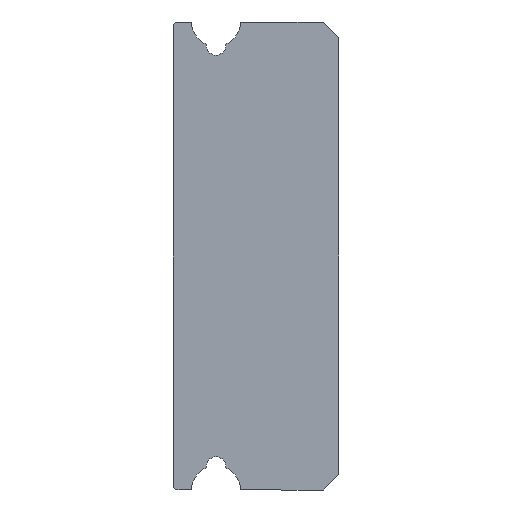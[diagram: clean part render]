
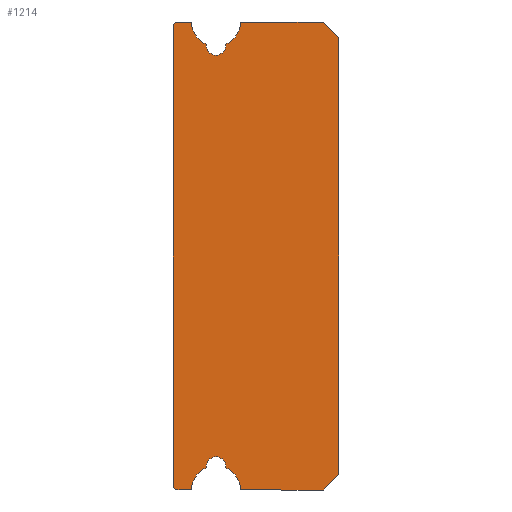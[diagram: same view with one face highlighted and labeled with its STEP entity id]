
A CAD part, left-side view. The second image highlights one B-rep face of the part: STEP entity #1214.
In plain terms, the highlighted planar face has unit normal (-1, 0, 0).
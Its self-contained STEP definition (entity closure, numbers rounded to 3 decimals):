
#61 = EDGE_CURVE ( 'NONE', #62, #63, #260, .T. ) ;
#62 = VERTEX_POINT ( 'NONE', #256 ) ;
#63 = VERTEX_POINT ( 'NONE', #255 ) ;
#203 = CARTESIAN_POINT ( 'NONE',  ( -110., 6.3, 10.8 ) ) ;
#255 = CARTESIAN_POINT ( 'NONE',  ( -110., 6.797, 10.853 ) ) ;
#256 = CARTESIAN_POINT ( 'NONE',  ( -110., 6.3, 10.3 ) ) ;
#257 = DIRECTION ( 'NONE',  ( 0., 0., 1. ) ) ;
#258 = DIRECTION ( 'NONE',  ( 1., 0., 0. ) ) ;
#259 = AXIS2_PLACEMENT_3D ( 'NONE', #203, #258, #257 ) ;
#260 = CIRCLE ( 'NONE', #259, 0.5 ) ;
#359 = DIRECTION ( 'NONE',  ( 0., 0., -1. ) ) ;
#360 = DIRECTION ( 'NONE',  ( 1., 0., 0. ) ) ;
#361 = CARTESIAN_POINT ( 'NONE',  ( -110., 6.3, -12. ) ) ;
#362 = AXIS2_PLACEMENT_3D ( 'NONE', #361, #360, #359 ) ;
#363 = CIRCLE ( 'NONE', #362, 1.25 ) ;
#365 = CARTESIAN_POINT ( 'NONE',  ( -110., 5.803, -10.853 ) ) ;
#366 = DIRECTION ( 'NONE',  ( 0., 0., -1. ) ) ;
#367 = DIRECTION ( 'NONE',  ( 1., 0., 0. ) ) ;
#368 = CARTESIAN_POINT ( 'NONE',  ( -110., 6.3, -10.8 ) ) ;
#369 = AXIS2_PLACEMENT_3D ( 'NONE', #368, #367, #366 ) ;
#370 = CIRCLE ( 'NONE', #369, 0.5 ) ;
#371 = CARTESIAN_POINT ( 'NONE',  ( -110., 6.797, -10.853 ) ) ;
#372 = DIRECTION ( 'NONE',  ( 0., 0., -1. ) ) ;
#373 = DIRECTION ( 'NONE',  ( 1., 0., 0. ) ) ;
#374 = CARTESIAN_POINT ( 'NONE',  ( -110., 6.3, -12. ) ) ;
#375 = AXIS2_PLACEMENT_3D ( 'NONE', #374, #373, #372 ) ;
#376 = CIRCLE ( 'NONE', #375, 1.25 ) ;
#399 = DIRECTION ( 'NONE',  ( 0., 1., 0. ) ) ;
#400 = VECTOR ( 'NONE', #399, 1000. ) ;
#401 = CARTESIAN_POINT ( 'NONE',  ( -110., 0.8, -12. ) ) ;
#402 = LINE ( 'NONE', #401, #400 ) ;
#438 = CARTESIAN_POINT ( 'NONE',  ( -110., 5.05, -12. ) ) ;
#444 = CARTESIAN_POINT ( 'NONE',  ( -110., 0., -11.2 ) ) ;
#536 = CARTESIAN_POINT ( 'NONE',  ( -110., 8.25, -12. ) ) ;
#537 = CARTESIAN_POINT ( 'NONE',  ( -110., 7.55, -12. ) ) ;
#538 = DIRECTION ( 'NONE',  ( 0., 1., 0. ) ) ;
#539 = VECTOR ( 'NONE', #538, 1000. ) ;
#540 = CARTESIAN_POINT ( 'NONE',  ( -110., 0.8, -12. ) ) ;
#541 = LINE ( 'NONE', #540, #539 ) ;
#566 = CARTESIAN_POINT ( 'NONE',  ( -110., 7.55, 12. ) ) ;
#567 = DIRECTION ( 'NONE',  ( 0., -1., 0. ) ) ;
#568 = VECTOR ( 'NONE', #567, 1000. ) ;
#569 = CARTESIAN_POINT ( 'NONE',  ( -110., 0.8, 12. ) ) ;
#570 = LINE ( 'NONE', #569, #568 ) ;
#571 = CARTESIAN_POINT ( 'NONE',  ( -110., 8.25, 12. ) ) ;
#588 = CARTESIAN_POINT ( 'NONE',  ( -110., 0.8, 12. ) ) ;
#589 = DIRECTION ( 'NONE',  ( 0., -1., 0. ) ) ;
#590 = VECTOR ( 'NONE', #589, 1000. ) ;
#591 = CARTESIAN_POINT ( 'NONE',  ( -110., 0.8, 12. ) ) ;
#592 = LINE ( 'NONE', #591, #590 ) ;
#594 = CARTESIAN_POINT ( 'NONE',  ( -110., 5.05, 12. ) ) ;
#636 = CARTESIAN_POINT ( 'NONE',  ( -110., 8.5, -11.75 ) ) ;
#672 = CARTESIAN_POINT ( 'NONE',  ( -110., 8.5, 11.75 ) ) ;
#673 = DIRECTION ( 'NONE',  ( 0., 0., 1. ) ) ;
#674 = VECTOR ( 'NONE', #673, 1000. ) ;
#675 = CARTESIAN_POINT ( 'NONE',  ( -110., 8.5, -12. ) ) ;
#676 = LINE ( 'NONE', #675, #674 ) ;
#713 = DIRECTION ( 'NONE',  ( 0., 0.707, -0.707 ) ) ;
#714 = CARTESIAN_POINT ( 'NONE',  ( -110., 0., -11.2 ) ) ;
#715 = LINE ( 'NONE', #714, #774 ) ;
#721 = DIRECTION ( 'NONE',  ( 0., 0., -1. ) ) ;
#722 = VECTOR ( 'NONE', #721, 1000. ) ;
#723 = CARTESIAN_POINT ( 'NONE',  ( -110., 0., -11.2 ) ) ;
#724 = LINE ( 'NONE', #723, #722 ) ;
#725 = CARTESIAN_POINT ( 'NONE',  ( -110., 0., 11.2 ) ) ;
#749 = CARTESIAN_POINT ( 'NONE',  ( -110., 0.8, -12. ) ) ;
#755 = DIRECTION ( 'NONE',  ( 0., 0., -1. ) ) ;
#756 = DIRECTION ( 'NONE',  ( -1., 0., 0. ) ) ;
#757 = CARTESIAN_POINT ( 'NONE',  ( -110., 8.25, -11.75 ) ) ;
#758 = AXIS2_PLACEMENT_3D ( 'NONE', #757, #756, #755 ) ;
#759 = CIRCLE ( 'NONE', #758, 0.25 ) ;
#760 = DIRECTION ( 'NONE',  ( 0., 0., -1. ) ) ;
#761 = DIRECTION ( 'NONE',  ( 1., 0., 0. ) ) ;
#762 = CARTESIAN_POINT ( 'NONE',  ( -110., 0., 12. ) ) ;
#763 = AXIS2_PLACEMENT_3D ( 'NONE', #762, #761, #760 ) ;
#764 = PLANE ( 'NONE',  #763 ) ;
#765 = FACE_OUTER_BOUND ( 'NONE', #1215, .T. ) ;
#766 = DIRECTION ( 'NONE',  ( 0., -0.707, -0.707 ) ) ;
#767 = VECTOR ( 'NONE', #766, 1000. ) ;
#768 = CARTESIAN_POINT ( 'NONE',  ( -110., 0., 11.2 ) ) ;
#769 = LINE ( 'NONE', #768, #767 ) ;
#774 = VECTOR ( 'NONE', #713, 1000. ) ;
#780 = DIRECTION ( 'NONE',  ( 0., 0., 1. ) ) ;
#781 = DIRECTION ( 'NONE',  ( 1., 0., 0. ) ) ;
#782 = CARTESIAN_POINT ( 'NONE',  ( -110., 6.3, 10.8 ) ) ;
#783 = AXIS2_PLACEMENT_3D ( 'NONE', #782, #781, #780 ) ;
#784 = CIRCLE ( 'NONE', #783, 0.5 ) ;
#785 = CARTESIAN_POINT ( 'NONE',  ( -110., 5.803, 10.853 ) ) ;
#786 = DIRECTION ( 'NONE',  ( 0., 0., 1. ) ) ;
#787 = DIRECTION ( 'NONE',  ( 1., 0., 0. ) ) ;
#788 = CARTESIAN_POINT ( 'NONE',  ( -110., 6.3, 12. ) ) ;
#789 = AXIS2_PLACEMENT_3D ( 'NONE', #788, #787, #786 ) ;
#790 = CIRCLE ( 'NONE', #789, 1.25 ) ;
#828 = DIRECTION ( 'NONE',  ( 0., 0., -1. ) ) ;
#829 = DIRECTION ( 'NONE',  ( -1., 0., 0. ) ) ;
#830 = CARTESIAN_POINT ( 'NONE',  ( -110., 8.25, 11.75 ) ) ;
#831 = AXIS2_PLACEMENT_3D ( 'NONE', #830, #829, #828 ) ;
#832 = CIRCLE ( 'NONE', #831, 0.25 ) ;
#833 = DIRECTION ( 'NONE',  ( 0., 0., 1. ) ) ;
#834 = DIRECTION ( 'NONE',  ( 1., 0., 0. ) ) ;
#835 = CARTESIAN_POINT ( 'NONE',  ( -110., 6.3, 12. ) ) ;
#836 = AXIS2_PLACEMENT_3D ( 'NONE', #835, #834, #833 ) ;
#837 = CIRCLE ( 'NONE', #836, 1.25 ) ;
#986 = ORIENTED_EDGE ( 'NONE', *, *, #987, .T. ) ;
#987 = EDGE_CURVE ( 'NONE', #1068, #988, #376, .T. ) ;
#988 = VERTEX_POINT ( 'NONE', #371 ) ;
#989 = ORIENTED_EDGE ( 'NONE', *, *, #990, .T. ) ;
#990 = EDGE_CURVE ( 'NONE', #988, #991, #370, .T. ) ;
#991 = VERTEX_POINT ( 'NONE', #365 ) ;
#992 = ORIENTED_EDGE ( 'NONE', *, *, #993, .T. ) ;
#993 = EDGE_CURVE ( 'NONE', #991, #1023, #363, .T. ) ;
#994 = ORIENTED_EDGE ( 'NONE', *, *, #1012, .F. ) ;
#995 = ORIENTED_EDGE ( 'NONE', *, *, #1207, .F. ) ;
#996 = ORIENTED_EDGE ( 'NONE', *, *, #1200, .F. ) ;
#997 = ORIENTED_EDGE ( 'NONE', *, *, #1212, .F. ) ;
#1012 = EDGE_CURVE ( 'NONE', #1223, #1023, #402, .T. ) ;
#1020 = VERTEX_POINT ( 'NONE', #444 ) ;
#1023 = VERTEX_POINT ( 'NONE', #438 ) ;
#1067 = EDGE_CURVE ( 'NONE', #1068, #1069, #541, .T. ) ;
#1068 = VERTEX_POINT ( 'NONE', #537 ) ;
#1069 = VERTEX_POINT ( 'NONE', #536 ) ;
#1086 = VERTEX_POINT ( 'NONE', #571 ) ;
#1088 = EDGE_CURVE ( 'NONE', #1086, #1089, #570, .T. ) ;
#1089 = VERTEX_POINT ( 'NONE', #566 ) ;
#1109 = VERTEX_POINT ( 'NONE', #594 ) ;
#1112 = EDGE_CURVE ( 'NONE', #1109, #1113, #592, .T. ) ;
#1113 = VERTEX_POINT ( 'NONE', #588 ) ;
#1122 = VERTEX_POINT ( 'NONE', #636 ) ;
#1138 = EDGE_CURVE ( 'NONE', #1122, #1139, #676, .T. ) ;
#1139 = VERTEX_POINT ( 'NONE', #672 ) ;
#1198 = VERTEX_POINT ( 'NONE', #725 ) ;
#1200 = EDGE_CURVE ( 'NONE', #1198, #1020, #724, .T. ) ;
#1207 = EDGE_CURVE ( 'NONE', #1020, #1223, #715, .T. ) ;
#1212 = EDGE_CURVE ( 'NONE', #1113, #1198, #769, .T. ) ;
#1214 = ADVANCED_FACE ( 'NONE', ( #765 ), #764, .F. ) ;
#1215 = EDGE_LOOP ( 'NONE', ( #1216, #1217, #1219, #986, #989, #992, #994, #995, #996, #997, #1236, #1237, #1240, #1242, #1246, #1248, #1249 ) ) ;
#1216 = ORIENTED_EDGE ( 'NONE', *, *, #1138, .F. ) ;
#1217 = ORIENTED_EDGE ( 'NONE', *, *, #1218, .T. ) ;
#1218 = EDGE_CURVE ( 'NONE', #1122, #1069, #759, .T. ) ;
#1219 = ORIENTED_EDGE ( 'NONE', *, *, #1067, .F. ) ;
#1223 = VERTEX_POINT ( 'NONE', #749 ) ;
#1236 = ORIENTED_EDGE ( 'NONE', *, *, #1112, .F. ) ;
#1237 = ORIENTED_EDGE ( 'NONE', *, *, #1238, .T. ) ;
#1238 = EDGE_CURVE ( 'NONE', #1109, #1239, #790, .T. ) ;
#1239 = VERTEX_POINT ( 'NONE', #785 ) ;
#1240 = ORIENTED_EDGE ( 'NONE', *, *, #1241, .T. ) ;
#1241 = EDGE_CURVE ( 'NONE', #1239, #62, #784, .T. ) ;
#1242 = ORIENTED_EDGE ( 'NONE', *, *, #61, .T. ) ;
#1246 = ORIENTED_EDGE ( 'NONE', *, *, #1247, .T. ) ;
#1247 = EDGE_CURVE ( 'NONE', #63, #1089, #837, .T. ) ;
#1248 = ORIENTED_EDGE ( 'NONE', *, *, #1088, .F. ) ;
#1249 = ORIENTED_EDGE ( 'NONE', *, *, #1250, .T. ) ;
#1250 = EDGE_CURVE ( 'NONE', #1086, #1139, #832, .T. ) ;
